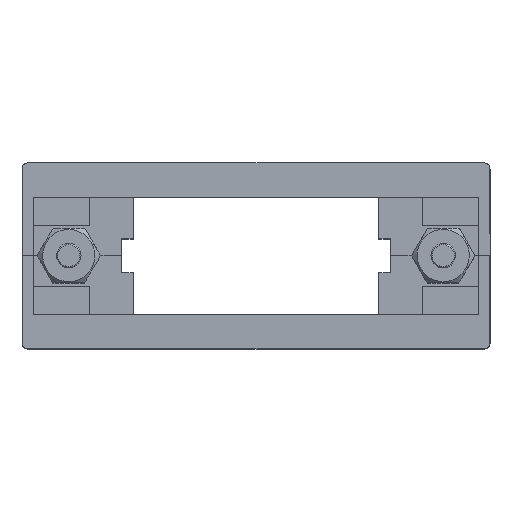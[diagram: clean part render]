
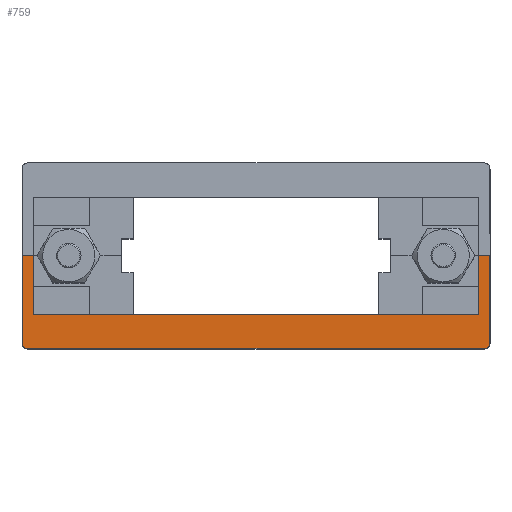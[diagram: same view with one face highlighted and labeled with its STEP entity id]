
A CAD part, top view. The second image highlights one B-rep face of the part: STEP entity #759.
In plain terms, the highlighted face is planar.
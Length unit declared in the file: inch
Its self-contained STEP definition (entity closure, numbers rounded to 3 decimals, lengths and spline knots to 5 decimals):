
#102 = EDGE_CURVE ( 'NONE', #5838, #152, #5668, .T. ) ;
#152 = VERTEX_POINT ( 'NONE', #5543 ) ;
#201 = DIRECTION ( 'NONE',  ( -1., 0., 0. ) ) ;
#202 = LINE ( 'NONE', #3760, #2138 ) ;
#256 = DIRECTION ( 'NONE',  ( -1., 0., 0. ) ) ;
#272 = AXIS2_PLACEMENT_3D ( 'NONE', #1795, #201, #2903 ) ;
#306 = EDGE_CURVE ( 'NONE', #1047, #5738, #202, .T. ) ;
#352 = VERTEX_POINT ( 'NONE', #5006 ) ;
#423 = CARTESIAN_POINT ( 'NONE',  ( -0.685, 0., -0.80031 ) ) ;
#427 = DIRECTION ( 'NONE',  ( 0., 0., 1. ) ) ;
#430 = EDGE_LOOP ( 'NONE', ( #3931, #4006, #4347, #3105, #3315, #5363, #4965, #682, #1271, #1598 ) ) ;
#494 = DIRECTION ( 'NONE',  ( 0., 1., 0. ) ) ;
#603 = LINE ( 'NONE', #6783, #1278 ) ;
#682 = ORIENTED_EDGE ( 'NONE', *, *, #3962, .T. ) ;
#722 = PLANE ( 'NONE',  #5440 ) ;
#759 = ADVANCED_FACE ( 'NONE', ( #6189 ), #722, .T. ) ;
#1047 = VERTEX_POINT ( 'NONE', #5556 ) ;
#1271 = ORIENTED_EDGE ( 'NONE', *, *, #306, .T. ) ;
#1278 = VECTOR ( 'NONE', #2963, 39.37008 ) ;
#1482 = CARTESIAN_POINT ( 'NONE',  ( -0.685, -0.12008, 0.78063 ) ) ;
#1500 = VERTEX_POINT ( 'NONE', #3406 ) ;
#1598 = ORIENTED_EDGE ( 'NONE', *, *, #4308, .T. ) ;
#1650 = EDGE_CURVE ( 'NONE', #5606, #3247, #3368, .T. ) ;
#1674 = CARTESIAN_POINT ( 'NONE',  ( -0.685, -0.3248, -0.82 ) ) ;
#1729 = EDGE_CURVE ( 'NONE', #5606, #352, #3984, .T. ) ;
#1795 = CARTESIAN_POINT ( 'NONE',  ( -0.685, -0.01969, -0.80031 ) ) ;
#1917 = EDGE_CURVE ( 'NONE', #2899, #6883, #3819, .T. ) ;
#1973 = DIRECTION ( 'NONE',  ( 0., 0., 1. ) ) ;
#2097 = CIRCLE ( 'NONE', #5965, 0.01969 ) ;
#2132 = CARTESIAN_POINT ( 'NONE',  ( -0.685, -0.3248, -0.82 ) ) ;
#2138 = VECTOR ( 'NONE', #494, 39.37008 ) ;
#2288 = EDGE_CURVE ( 'NONE', #5838, #3247, #5264, .T. ) ;
#2543 = DIRECTION ( 'NONE',  ( 0., 0., 1. ) ) ;
#2647 = DIRECTION ( 'NONE',  ( -1., 0., 0. ) ) ;
#2736 = VECTOR ( 'NONE', #3211, 39.37008 ) ;
#2899 = VERTEX_POINT ( 'NONE', #4851 ) ;
#2903 = DIRECTION ( 'NONE',  ( 0., 0., 1. ) ) ;
#2946 = VECTOR ( 'NONE', #2543, 39.37008 ) ;
#2953 = CARTESIAN_POINT ( 'NONE',  ( -0.685, -0.3248, -0.82 ) ) ;
#2960 = CARTESIAN_POINT ( 'NONE',  ( -0.685, -0.12008, 0.78063 ) ) ;
#2963 = DIRECTION ( 'NONE',  ( 0., 0., 1. ) ) ;
#3105 = ORIENTED_EDGE ( 'NONE', *, *, #102, .T. ) ;
#3211 = DIRECTION ( 'NONE',  ( 0., -1., 0. ) ) ;
#3247 = VERTEX_POINT ( 'NONE', #4044 ) ;
#3264 = DIRECTION ( 'NONE',  ( 0., -1., 0. ) ) ;
#3288 = CARTESIAN_POINT ( 'NONE',  ( -0.685, -0.07283, 0.78063 ) ) ;
#3315 = ORIENTED_EDGE ( 'NONE', *, *, #6961, .F. ) ;
#3368 = CIRCLE ( 'NONE', #272, 0.01969 ) ;
#3406 = CARTESIAN_POINT ( 'NONE',  ( -0.685, -0.3248, 0.78063 ) ) ;
#3659 = CARTESIAN_POINT ( 'NONE',  ( -0.685, -0.07283, -0.78063 ) ) ;
#3703 = CARTESIAN_POINT ( 'NONE',  ( -0.685, -0.01969, 0.80031 ) ) ;
#3760 = CARTESIAN_POINT ( 'NONE',  ( -0.685, -0.3248, 0.82 ) ) ;
#3819 = LINE ( 'NONE', #2960, #2946 ) ;
#3931 = ORIENTED_EDGE ( 'NONE', *, *, #1729, .F. ) ;
#3962 = EDGE_CURVE ( 'NONE', #1500, #1047, #603, .T. ) ;
#3984 = LINE ( 'NONE', #6315, #4573 ) ;
#4006 = ORIENTED_EDGE ( 'NONE', *, *, #1650, .T. ) ;
#4044 = CARTESIAN_POINT ( 'NONE',  ( -0.685, -0.01969, -0.82 ) ) ;
#4183 = LINE ( 'NONE', #3659, #2736 ) ;
#4308 = EDGE_CURVE ( 'NONE', #5738, #352, #2097, .T. ) ;
#4347 = ORIENTED_EDGE ( 'NONE', *, *, #2288, .F. ) ;
#4388 = DIRECTION ( 'NONE',  ( 0., 0., 1. ) ) ;
#4536 = DIRECTION ( 'NONE',  ( 0., 0., 1. ) ) ;
#4573 = VECTOR ( 'NONE', #1973, 39.37008 ) ;
#4851 = CARTESIAN_POINT ( 'NONE',  ( -0.685, -0.12008, -0.78063 ) ) ;
#4965 = ORIENTED_EDGE ( 'NONE', *, *, #5776, .T. ) ;
#5006 = CARTESIAN_POINT ( 'NONE',  ( -0.685, 0., 0.80031 ) ) ;
#5264 = LINE ( 'NONE', #2132, #5594 ) ;
#5363 = ORIENTED_EDGE ( 'NONE', *, *, #1917, .T. ) ;
#5419 = DIRECTION ( 'NONE',  ( 0., 1., 0. ) ) ;
#5440 = AXIS2_PLACEMENT_3D ( 'NONE', #2953, #256, #4536 ) ;
#5543 = CARTESIAN_POINT ( 'NONE',  ( -0.685, -0.3248, -0.78063 ) ) ;
#5553 = VECTOR ( 'NONE', #3264, 39.37008 ) ;
#5556 = CARTESIAN_POINT ( 'NONE',  ( -0.685, -0.3248, 0.82 ) ) ;
#5594 = VECTOR ( 'NONE', #5419, 39.37008 ) ;
#5606 = VERTEX_POINT ( 'NONE', #423 ) ;
#5668 = LINE ( 'NONE', #1674, #6163 ) ;
#5738 = VERTEX_POINT ( 'NONE', #6614 ) ;
#5776 = EDGE_CURVE ( 'NONE', #6883, #1500, #6980, .T. ) ;
#5838 = VERTEX_POINT ( 'NONE', #6073 ) ;
#5965 = AXIS2_PLACEMENT_3D ( 'NONE', #3703, #2647, #427 ) ;
#6073 = CARTESIAN_POINT ( 'NONE',  ( -0.685, -0.3248, -0.82 ) ) ;
#6163 = VECTOR ( 'NONE', #4388, 39.37008 ) ;
#6189 = FACE_OUTER_BOUND ( 'NONE', #430, .T. ) ;
#6315 = CARTESIAN_POINT ( 'NONE',  ( -0.685, 0., -0.82 ) ) ;
#6614 = CARTESIAN_POINT ( 'NONE',  ( -0.685, -0.01969, 0.82 ) ) ;
#6783 = CARTESIAN_POINT ( 'NONE',  ( -0.685, -0.3248, -0.82 ) ) ;
#6883 = VERTEX_POINT ( 'NONE', #1482 ) ;
#6961 = EDGE_CURVE ( 'NONE', #2899, #152, #4183, .T. ) ;
#6980 = LINE ( 'NONE', #3288, #5553 ) ;
